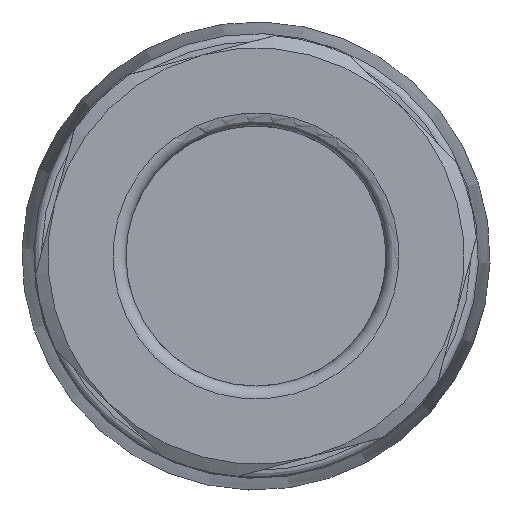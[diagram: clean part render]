
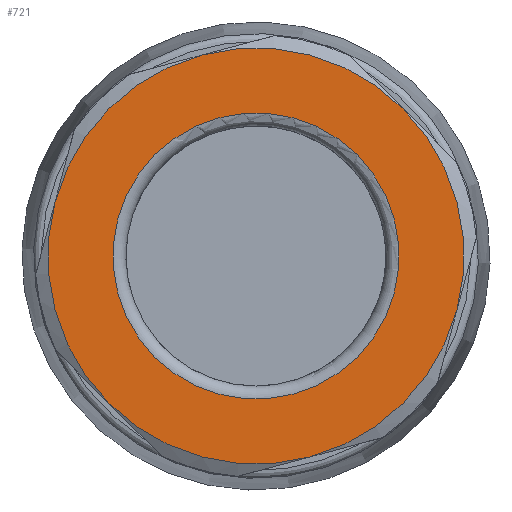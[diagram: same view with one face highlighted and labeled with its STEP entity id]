
A CAD part, front view. The second image highlights one B-rep face of the part: STEP entity #721.
In plain terms, the highlighted planar face has unit normal (0, -1, 0).
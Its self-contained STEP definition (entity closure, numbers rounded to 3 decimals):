
#641=PLANE('',#1936);
#721=ADVANCED_FACE('',(#843,#844),#641,.T.);
#843=FACE_BOUND('',#975,.T.);
#844=FACE_BOUND('',#976,.T.);
#975=EDGE_LOOP('',(#1265));
#976=EDGE_LOOP('',(#1266,#1267,#1268,#1269,#1270,#1271));
#1265=ORIENTED_EDGE('',*,*,#1671,.T.);
#1266=ORIENTED_EDGE('',*,*,#1642,.T.);
#1267=ORIENTED_EDGE('',*,*,#1644,.T.);
#1268=ORIENTED_EDGE('',*,*,#1652,.T.);
#1269=ORIENTED_EDGE('',*,*,#1656,.T.);
#1270=ORIENTED_EDGE('',*,*,#1662,.T.);
#1271=ORIENTED_EDGE('',*,*,#1668,.T.);
#1484=VERTEX_POINT('',#3337);
#1485=VERTEX_POINT('',#3339);
#1486=VERTEX_POINT('',#3346);
#1489=VERTEX_POINT('',#3370);
#1492=VERTEX_POINT('',#3380);
#1495=VERTEX_POINT('',#3397);
#1498=VERTEX_POINT('',#3424);
#1642=EDGE_CURVE('',#1485,#1484,#1772,.T.);
#1644=EDGE_CURVE('',#1484,#1486,#1773,.T.);
#1652=EDGE_CURVE('',#1486,#1489,#1775,.T.);
#1656=EDGE_CURVE('',#1489,#1492,#1777,.T.);
#1662=EDGE_CURVE('',#1492,#1495,#1779,.T.);
#1668=EDGE_CURVE('',#1495,#1485,#1781,.T.);
#1671=EDGE_CURVE('',#1498,#1498,#1782,.T.);
#1772=CIRCLE('',#1915,8.);
#1773=CIRCLE('',#1917,8.);
#1775=CIRCLE('',#1921,8.);
#1777=CIRCLE('',#1925,8.);
#1779=CIRCLE('',#1929,8.);
#1781=CIRCLE('',#1933,8.);
#1782=CIRCLE('',#1935,5.5);
#1915=AXIS2_PLACEMENT_3D('',#3338,#2247,#2248);
#1917=AXIS2_PLACEMENT_3D('',#3345,#2251,#2252);
#1921=AXIS2_PLACEMENT_3D('',#3371,#2261,#2262);
#1925=AXIS2_PLACEMENT_3D('',#3379,#2271,#2272);
#1929=AXIS2_PLACEMENT_3D('',#3396,#2281,#2282);
#1933=AXIS2_PLACEMENT_3D('',#3413,#2291,#2292);
#1935=AXIS2_PLACEMENT_3D('',#3423,#2295,#2296);
#1936=AXIS2_PLACEMENT_3D('',#3425,#2297,#2298);
#2247=DIRECTION('',(0.,-1.,0.));
#2248=DIRECTION('',(0.707,0.,-0.707));
#2251=DIRECTION('',(0.,-1.,0.));
#2252=DIRECTION('',(0.707,0.,-0.707));
#2261=DIRECTION('',(0.,-1.,0.));
#2262=DIRECTION('',(0.707,0.,-0.707));
#2271=DIRECTION('',(0.,-1.,0.));
#2272=DIRECTION('',(0.707,0.,-0.707));
#2281=DIRECTION('',(0.,-1.,0.));
#2282=DIRECTION('',(0.707,0.,-0.707));
#2291=DIRECTION('',(0.,-1.,0.));
#2292=DIRECTION('',(0.707,0.,-0.707));
#2295=DIRECTION('',(0.,1.,0.));
#2296=DIRECTION('',(0.707,0.,-0.707));
#2297=DIRECTION('',(0.,-1.,0.));
#2298=DIRECTION('',(0.707,0.,-0.707));
#3337=CARTESIAN_POINT('',(27.587,-76.,5.714));
#3338=CARTESIAN_POINT('',(21.93,-76.,0.057));
#3339=CARTESIAN_POINT('',(29.658,-76.,-2.014));
#3345=CARTESIAN_POINT('',(21.93,-76.,0.057));
#3346=CARTESIAN_POINT('',(19.86,-76.,7.784));
#3370=CARTESIAN_POINT('',(14.203,-76.,2.127));
#3371=CARTESIAN_POINT('',(21.93,-76.,0.057));
#3379=CARTESIAN_POINT('',(21.93,-76.,0.057));
#3380=CARTESIAN_POINT('',(16.274,-76.,-5.6));
#3396=CARTESIAN_POINT('',(21.93,-76.,0.057));
#3397=CARTESIAN_POINT('',(24.001,-76.,-7.671));
#3413=CARTESIAN_POINT('',(21.93,-76.,0.057));
#3423=CARTESIAN_POINT('',(21.93,-76.,0.057));
#3424=CARTESIAN_POINT('',(25.819,-76.,-3.832));
#3425=CARTESIAN_POINT('',(15.92,-76.,6.067));
